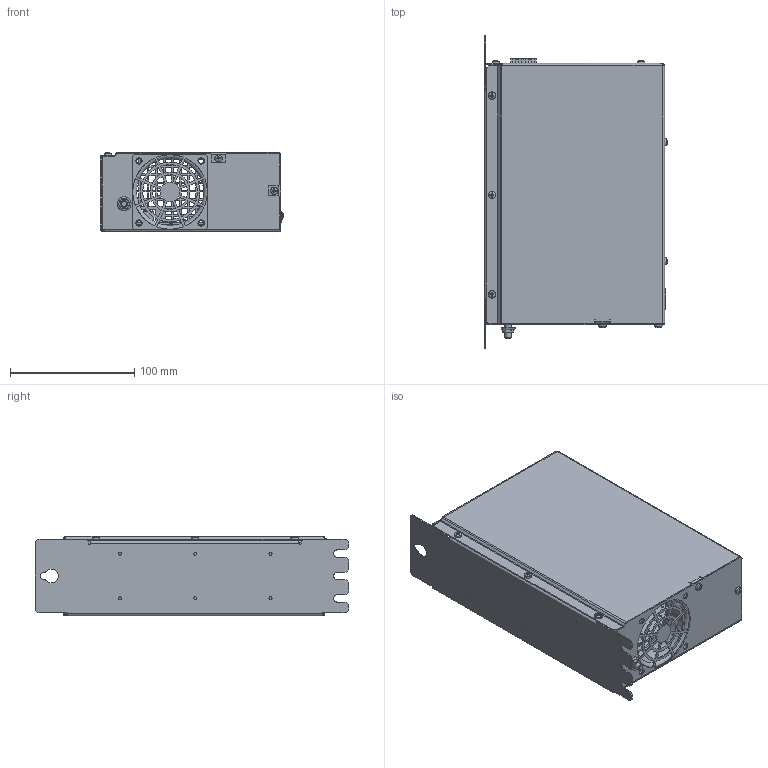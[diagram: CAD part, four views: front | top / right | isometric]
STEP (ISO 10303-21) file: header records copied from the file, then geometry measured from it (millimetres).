
FILE_DESCRIPTION (( 'STEP AP214' ), '1' );
FILE_NAME ('0186-2602_260108_S02-72-600-V1RC.STEP', '2026-01-08T12:54:37', ( '' ), ( '' ), 'SwSTEP 2.0', 'SolidWorks 2026', '' );
FILE_SCHEMA (( 'AUTOMOTIVE_DESIGN' ));
Length unit declared in the file: millimetre
Products named in the file (1): 0186-2602_260108_S02-72-600-V1RC
Bounding box: 147.34 x 252 x 64 mm (x, y, z)
Surface area: 291884.4 mm2 (no closed solid volume)
Topology: 0 solids, 51 shells, 3272 faces, 8229 edges, 5140 vertices
Faces by surface type: plane 2288, cylinder 867, cone 69, torus 28, sphere 20
Full cylindrical faces by diameter (mm): 0.3 x97, 0.7 x4, 0.8 x20, 0.85 x7, 0.888 x6, 0.9 x4, 1 x48, 1.1 x2, 1.2 x24, 1.23 x8, 1.3 x14, 1.4 x11, 1.5 x10, 1.6 x6, 1.63 x2, 1.66 x8, 1.7 x20, 1.8 x2, 1.9 x4, 2 x10, 2.362 x8, 2.5 x15, 2.636 x17, 2.7 x2, 3 x25, 3.5 x20, 4 x15, 4.3 x4, 5 x7, 5.4 x16
Entity records: 131959 total; most frequent: CARTESIAN_POINT 18845, DIRECTION 15462, ORIENTED_EDGE 15278, EDGE_CURVE 7645, AXIS2_PLACEMENT_3D 5182, VECTOR 5098, LINE 5098, VERTEX_POINT 5067
